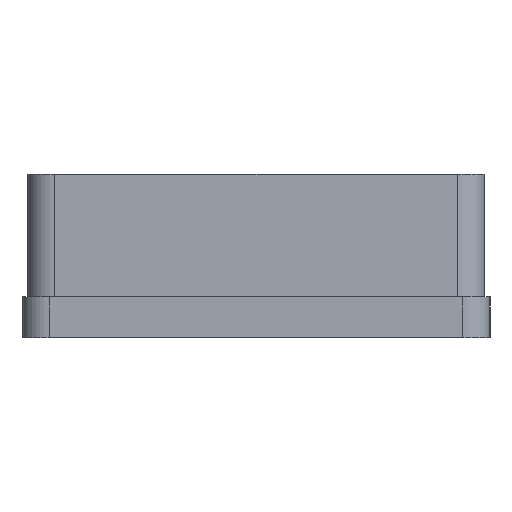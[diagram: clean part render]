
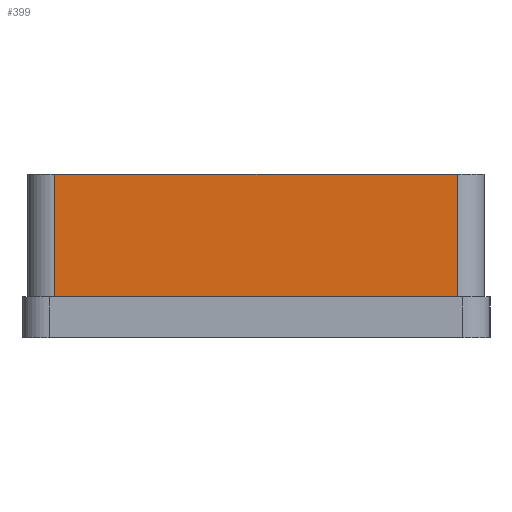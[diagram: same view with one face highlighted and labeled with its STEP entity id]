
A CAD part, left-side view. The second image highlights one B-rep face of the part: STEP entity #399.
In plain terms, the highlighted planar face has unit normal (-1, 0, 0).
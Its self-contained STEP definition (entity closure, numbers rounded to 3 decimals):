
#399=ADVANCED_FACE('',(#611),#487,.F.);
#487=PLANE('',#2998);
#611=FACE_OUTER_BOUND('',#753,.T.);
#753=EDGE_LOOP('',(#1507,#1508,#1509,#1510));
#1507=ORIENTED_EDGE('',*,*,#1986,.T.);
#1508=ORIENTED_EDGE('',*,*,#2195,.T.);
#1509=ORIENTED_EDGE('',*,*,#2187,.F.);
#1510=ORIENTED_EDGE('',*,*,#2196,.T.);
#1707=VERTEX_POINT('',#4145);
#1708=VERTEX_POINT('',#4147);
#1805=VERTEX_POINT('',#4549);
#1806=VERTEX_POINT('',#4551);
#1986=EDGE_CURVE('',#1708,#1707,#2311,.T.);
#2187=EDGE_CURVE('',#1805,#1806,#2472,.T.);
#2195=EDGE_CURVE('',#1707,#1806,#2475,.T.);
#2196=EDGE_CURVE('',#1805,#1708,#2476,.T.);
#2311=LINE('',#4146,#2591);
#2472=LINE('',#4550,#2752);
#2475=LINE('',#4561,#2755);
#2476=LINE('',#4562,#2756);
#2591=VECTOR('',#3294,1.);
#2752=VECTOR('',#3745,1.);
#2755=VECTOR('',#3762,1.);
#2756=VECTOR('',#3763,1.);
#2998=AXIS2_PLACEMENT_3D('',#4563,#3764,#3765);
#3294=DIRECTION('',(0.,1.,0.));
#3745=DIRECTION('',(0.,1.,0.));
#3762=DIRECTION('',(0.,0.,-1.));
#3763=DIRECTION('',(0.,0.,1.));
#3764=DIRECTION('',(1.,0.,0.));
#3765=DIRECTION('',(0.,0.,-1.));
#4145=CARTESIAN_POINT('',(-31.4,7.4,6.));
#4146=CARTESIAN_POINT('',(-31.4,0.,6.));
#4147=CARTESIAN_POINT('',(-31.4,-7.4,6.));
#4549=CARTESIAN_POINT('',(-31.4,-7.4,1.5));
#4550=CARTESIAN_POINT('',(-31.4,1.5,1.5));
#4551=CARTESIAN_POINT('',(-31.4,7.4,1.5));
#4561=CARTESIAN_POINT('',(-31.4,7.4,1.5));
#4562=CARTESIAN_POINT('',(-31.4,-7.4,1.5));
#4563=CARTESIAN_POINT('',(-31.4,1.5,1.5));
